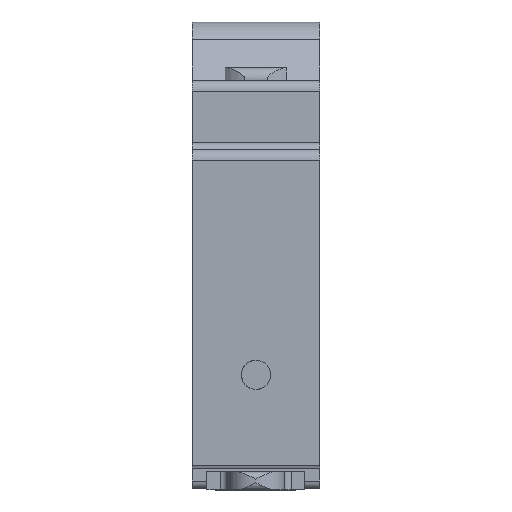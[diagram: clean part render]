
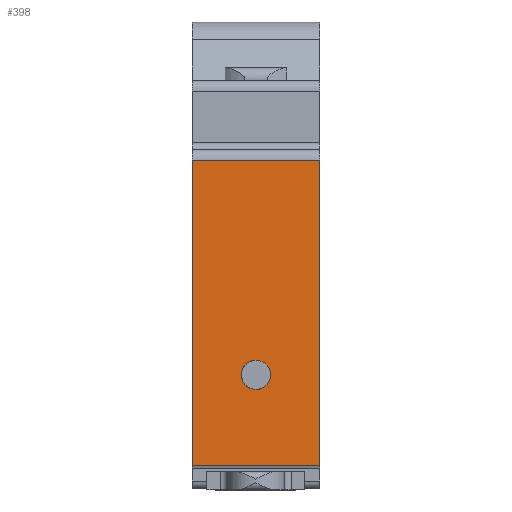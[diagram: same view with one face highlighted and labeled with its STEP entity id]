
A CAD part, front view. The second image highlights one B-rep face of the part: STEP entity #398.
In plain terms, the highlighted planar face has unit normal (0, -1, 0).
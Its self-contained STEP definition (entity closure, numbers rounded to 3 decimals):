
#127=VERTEX_POINT('',#188);
#138=VERTEX_POINT('',#202);
#188=CARTESIAN_POINT('',(0.,-41.487,5.6));
#202=CARTESIAN_POINT('',(0.,-41.486,1.6));
#398=ADVANCED_FACE('',(#860,#861),#862,.T.);
#860=FACE_BOUND('',#1289,.T.);
#861=FACE_OUTER_BOUND('',#1290,.T.);
#862=PLANE('',#1291);
#890=EDGE_CURVE('',#138,#127,#1319,.T.);
#893=EDGE_CURVE('',#127,#138,#1322,.T.);
#1289=EDGE_LOOP('',(#2811,#2812));
#1290=EDGE_LOOP('',(#2813,#2814,#2815,#2816));
#1291=AXIS2_PLACEMENT_3D('',#2817,#2818,#2819);
#1319=ELLIPSE('',#3023,2.,2.0);
#1322=ELLIPSE('',#3026,2.,2.0);
#2811=ORIENTED_EDGE('',*,*,#890,.T.);
#2812=ORIENTED_EDGE('',*,*,#893,.T.);
#2813=ORIENTED_EDGE('',*,*,#3562,.T.);
#2814=ORIENTED_EDGE('',*,*,#3563,.F.);
#2815=ORIENTED_EDGE('',*,*,#3564,.T.);
#2816=ORIENTED_EDGE('',*,*,#3560,.T.);
#2817=CARTESIAN_POINT('',(8.75,-41.494,33.001));
#2818=DIRECTION('',(0.,-1.,0.));
#2819=DIRECTION('',(0.,0.,1.));
#3023=AXIS2_PLACEMENT_3D('',#3579,#3580,#3581);
#3026=AXIS2_PLACEMENT_3D('',#3582,#3583,#3584);
#3560=EDGE_CURVE('',#4476,#4474,#4477,.T.);
#3562=EDGE_CURVE('',#4474,#4479,#4480,.T.);
#3563=EDGE_CURVE('',#4481,#4479,#4482,.T.);
#3564=EDGE_CURVE('',#4481,#4476,#4483,.T.);
#3579=CARTESIAN_POINT('',(0.,-41.486,3.6));
#3580=DIRECTION('',(0.,1.,0.));
#3581=DIRECTION('',(0.,0.,1.));
#3582=CARTESIAN_POINT('',(0.,-41.486,3.6));
#3583=DIRECTION('',(0.,1.,0.));
#3584=DIRECTION('',(0.,0.,1.));
#4474=VERTEX_POINT('',#5982);
#4476=VERTEX_POINT('',#5984);
#4477=LINE('',#5985,#5986);
#4479=VERTEX_POINT('',#5988);
#4480=LINE('',#5989,#5990);
#4481=VERTEX_POINT('',#5991);
#4482=LINE('',#5992,#5993);
#4483=LINE('',#5994,#5995);
#5982=CARTESIAN_POINT('',(-8.75,-41.494,33.001));
#5984=CARTESIAN_POINT('',(8.75,-41.494,33.001));
#5985=CARTESIAN_POINT('',(8.75,-41.494,33.001));
#5986=VECTOR('',#6834,1.0);
#5988=CARTESIAN_POINT('',(-8.75,-41.483,-8.867));
#5989=CARTESIAN_POINT('',(-8.75,-41.483,-8.867));
#5990=VECTOR('',#6838,1.0);
#5991=CARTESIAN_POINT('',(8.75,-41.483,-8.867));
#5992=CARTESIAN_POINT('',(8.75,-41.483,-8.867));
#5993=VECTOR('',#6839,1.0);
#5994=CARTESIAN_POINT('',(8.75,-41.483,-8.867));
#5995=VECTOR('',#6840,1.0);
#6834=DIRECTION('',(-1.0,0.0,0.));
#6838=DIRECTION('',(0.,0.,-1.));
#6839=DIRECTION('',(-1.0,0.0,0.));
#6840=DIRECTION('',(0.,0.,1.));
